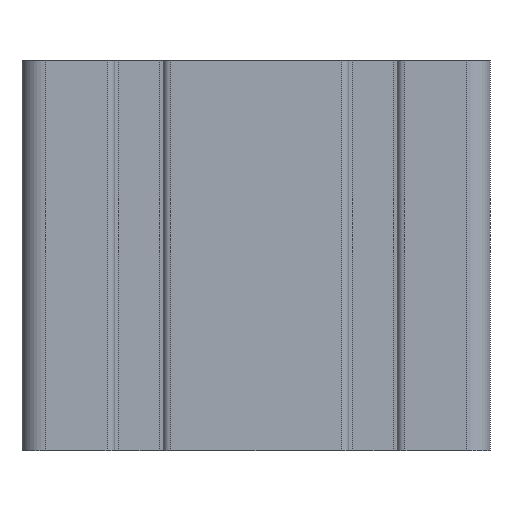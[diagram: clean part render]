
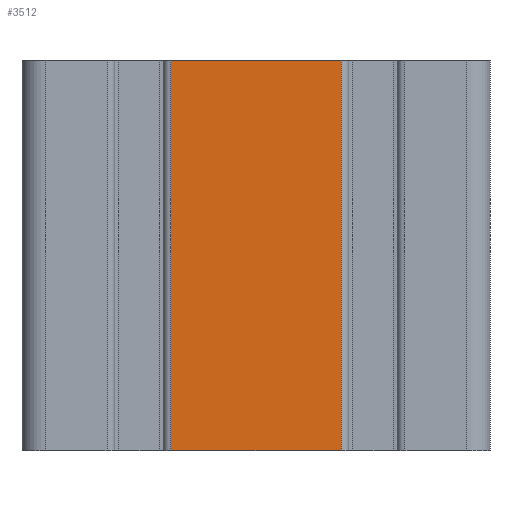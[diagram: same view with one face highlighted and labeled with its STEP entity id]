
A CAD part, front view. The second image highlights one B-rep face of the part: STEP entity #3512.
In plain terms, the highlighted planar face has unit normal (0, -1, 0).
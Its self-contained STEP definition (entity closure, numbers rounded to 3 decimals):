
#270 = DIRECTION ( 'NONE',  ( 0., 0., -1. ) ) ;
#334 = EDGE_CURVE ( 'NONE', #4376, #1597, #2857, .T. ) ;
#1503 = DIRECTION ( 'NONE',  ( 0., 0., -1. ) ) ;
#1597 = VERTEX_POINT ( 'NONE', #6734 ) ;
#2249 = VECTOR ( 'NONE', #270, 1000. ) ;
#2253 = DIRECTION ( 'NONE',  ( 1., 0., 0. ) ) ;
#2765 = PLANE ( 'NONE',  #4179 ) ;
#2790 = EDGE_CURVE ( 'NONE', #4376, #3681, #4465, .T. ) ;
#2857 = LINE ( 'NONE', #7703, #7502 ) ;
#3512 = ADVANCED_FACE ( 'NONE', ( #3548 ), #2765, .F. ) ;
#3525 = LINE ( 'NONE', #5405, #2249 ) ;
#3548 = FACE_OUTER_BOUND ( 'NONE', #7912, .T. ) ;
#3568 = ORIENTED_EDGE ( 'NONE', *, *, #2790, .F. ) ;
#3681 = VERTEX_POINT ( 'NONE', #5743 ) ;
#3886 = ORIENTED_EDGE ( 'NONE', *, *, #6704, .T. ) ;
#4179 = AXIS2_PLACEMENT_3D ( 'NONE', #5347, #7844, #6016 ) ;
#4376 = VERTEX_POINT ( 'NONE', #5689 ) ;
#4465 = LINE ( 'NONE', #7548, #5863 ) ;
#4861 = DIRECTION ( 'NONE',  ( 1., 0., 0. ) ) ;
#5121 = CARTESIAN_POINT ( 'NONE',  ( 10.9, -15., -25. ) ) ;
#5347 = CARTESIAN_POINT ( 'NONE',  ( -10.9, -15., 25. ) ) ;
#5405 = CARTESIAN_POINT ( 'NONE',  ( 10.9, -15., 25. ) ) ;
#5578 = ORIENTED_EDGE ( 'NONE', *, *, #6606, .F. ) ;
#5601 = LINE ( 'NONE', #6230, #7122 ) ;
#5689 = CARTESIAN_POINT ( 'NONE',  ( -10.9, -15., 25. ) ) ;
#5743 = CARTESIAN_POINT ( 'NONE',  ( 10.9, -15., 25. ) ) ;
#5863 = VECTOR ( 'NONE', #2253, 1000. ) ;
#6015 = VERTEX_POINT ( 'NONE', #5121 ) ;
#6016 = DIRECTION ( 'NONE',  ( 0., 0., 1. ) ) ;
#6062 = ORIENTED_EDGE ( 'NONE', *, *, #334, .T. ) ;
#6230 = CARTESIAN_POINT ( 'NONE',  ( -10.9, -15., -25. ) ) ;
#6606 = EDGE_CURVE ( 'NONE', #3681, #6015, #3525, .T. ) ;
#6704 = EDGE_CURVE ( 'NONE', #1597, #6015, #5601, .T. ) ;
#6734 = CARTESIAN_POINT ( 'NONE',  ( -10.9, -15., -25. ) ) ;
#7122 = VECTOR ( 'NONE', #4861, 1000. ) ;
#7502 = VECTOR ( 'NONE', #1503, 1000. ) ;
#7548 = CARTESIAN_POINT ( 'NONE',  ( -10.9, -15., 25. ) ) ;
#7703 = CARTESIAN_POINT ( 'NONE',  ( -10.9, -15., 25. ) ) ;
#7844 = DIRECTION ( 'NONE',  ( 0., 1., 0. ) ) ;
#7912 = EDGE_LOOP ( 'NONE', ( #3886, #5578, #3568, #6062 ) ) ;
